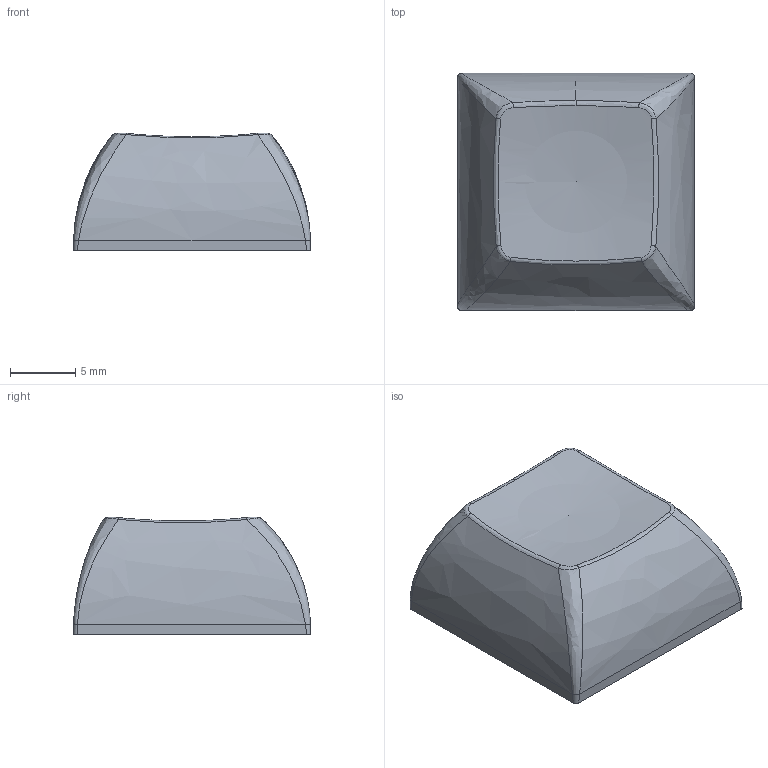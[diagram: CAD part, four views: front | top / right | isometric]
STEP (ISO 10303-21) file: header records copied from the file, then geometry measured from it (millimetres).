
FILE_DESCRIPTION(('FreeCAD Model'),'2;1');
FILE_NAME('Open CASCADE Shape Model','2025-01-04T21:21:02',(''),(''), 'Open CASCADE STEP processor 7.8','FreeCAD','Unknown');
FILE_SCHEMA(('AUTOMOTIVE_DESIGN { 1 0 10303 214 1 1 1 1 }'));
Length unit declared in the file: millimetre
Products named in the file (1): Compound
Bounding box: 18.2 x 18.2 x 9.05 mm (x, y, z)
Surface area: 1613.3 mm2 (no closed solid volume)
Topology: 0 solids, 1 shells, 65 faces, 168 edges, 105 vertices
Faces by surface type: plane 35, bspline 25, cylinder 3, sphere 2
Full cylindrical faces by diameter (mm): 5.2 x1
Entity records: 7209 total; most frequent: CARTESIAN_POINT 4316, DIRECTION 369, ORIENTED_EDGE 333, PCURVE 333, DEFINITIONAL_REPRESENTATION 333, LINE 277, VECTOR 277, B_SPLINE_CURVE_WITH_KNOTS 203
